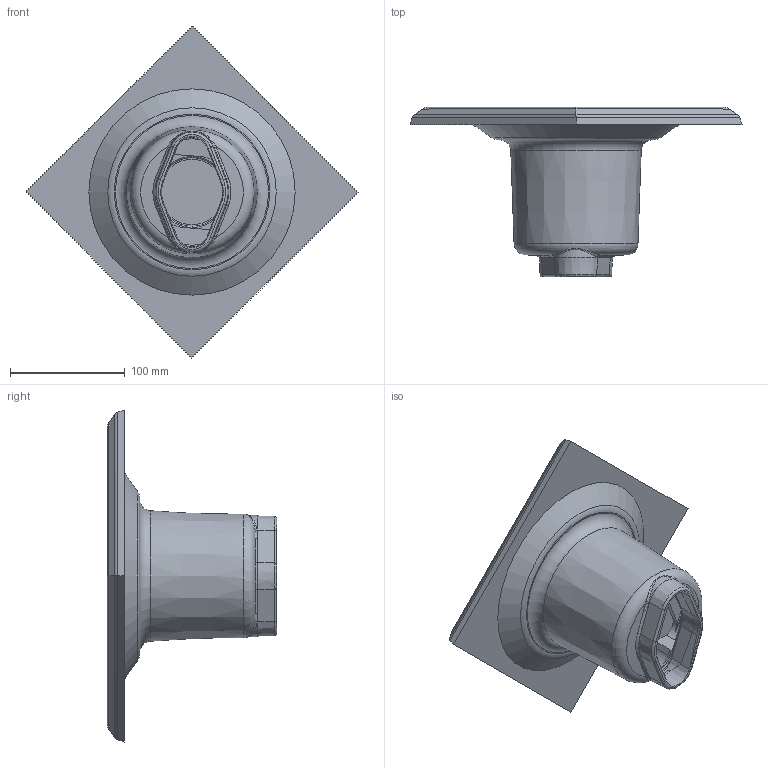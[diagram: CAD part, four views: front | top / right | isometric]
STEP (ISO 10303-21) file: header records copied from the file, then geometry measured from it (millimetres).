
FILE_DESCRIPTION(/* description */ ('Alibre Inc.'),/* implementation_level */ '2;1');
FILE_NAME(/* name */ 'export0',/* time_stamp */ '2016-09-06T13:38:21+02:00',/* author */ (''),/* organization */ (''),/* preprocessor_version */ 'ST-DEVELOPER v14',/* originating_system */ 'Alibre',/* authorisation */ '');
FILE_SCHEMA (('CONFIG_CONTROL_DESIGN'));
Length unit declared in the file: centimetre
Products named in the file (3): ID_1
Bounding box: 289.91 x 148 x 289.91 mm (x, y, z)
Volume: 1084187.2 mm3; surface area: 225939.6 mm2
Topology: 2 solids, 2 shells, 648 faces, 1668 edges, 1051 vertices
Faces by surface type: bspline 259, plane 207, torus 65, cylinder 64, cone 53
Full cylindrical faces by diameter (mm): 60 x1
Entity records: 30456 total; most frequent: CARTESIAN_POINT 16822, ORIENTED_EDGE 3274, DIRECTION 1762, EDGE_CURVE 1637, VERTEX_POINT 1047, EDGE_LOOP 704, FACE_BOUND 704, VECTOR 698
